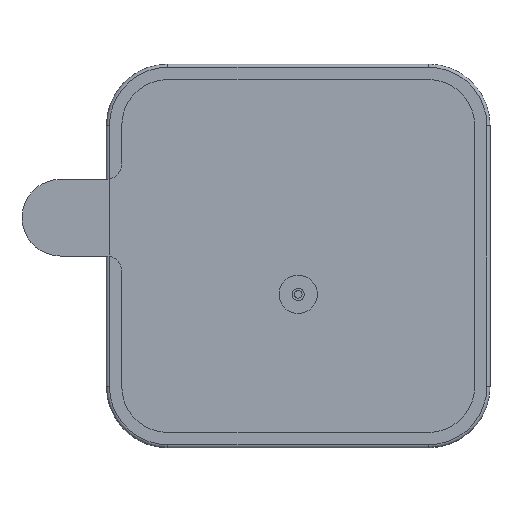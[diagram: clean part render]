
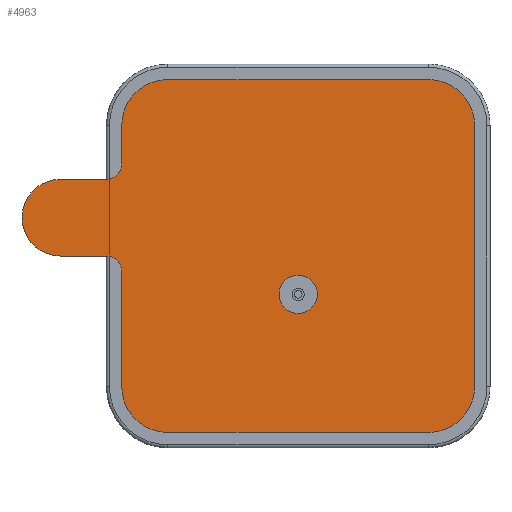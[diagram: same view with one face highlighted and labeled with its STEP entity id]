
A CAD part, front view. The second image highlights one B-rep face of the part: STEP entity #4963.
In plain terms, the highlighted planar face has unit normal (0, -1, 0).
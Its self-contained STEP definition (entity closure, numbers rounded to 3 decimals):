
#16 = CARTESIAN_POINT ( 'NONE',  ( -12.5, 0., 5. ) ) ;
#38 = AXIS2_PLACEMENT_3D ( 'NONE', #6771, #493, #5267 ) ;
#102 = AXIS2_PLACEMENT_3D ( 'NONE', #7601, #2924, #4283 ) ;
#115 = ORIENTED_EDGE ( 'NONE', *, *, #827, .T. ) ;
#196 = ORIENTED_EDGE ( 'NONE', *, *, #3550, .T. ) ;
#201 = EDGE_CURVE ( 'NONE', #3816, #4416, #2236, .T. ) ;
#236 = DIRECTION ( 'NONE',  ( 0., 0., -1. ) ) ;
#241 = DIRECTION ( 'NONE',  ( 0., 0., -1. ) ) ;
#256 = AXIS2_PLACEMENT_3D ( 'NONE', #5325, #7691, #4886 ) ;
#267 = DIRECTION ( 'NONE',  ( 0., 0., -1. ) ) ;
#284 = EDGE_CURVE ( 'NONE', #8487, #431, #8532, .T. ) ;
#350 = ORIENTED_EDGE ( 'NONE', *, *, #7225, .T. ) ;
#380 = CIRCLE ( 'NONE', #2887, 1.25 ) ;
#392 = CIRCLE ( 'NONE', #5668, 1. ) ;
#431 = VERTEX_POINT ( 'NONE', #3348 ) ;
#493 = DIRECTION ( 'NONE',  ( 0., -1., 0. ) ) ;
#505 = DIRECTION ( 'NONE',  ( 0., 1., 0. ) ) ;
#613 = VECTOR ( 'NONE', #241, 1000. ) ;
#629 = CARTESIAN_POINT ( 'NONE',  ( 11.5, 0., 8.5 ) ) ;
#759 = DIRECTION ( 'NONE',  ( -1., 0., 0. ) ) ;
#827 = EDGE_CURVE ( 'NONE', #3257, #1717, #3255, .T. ) ;
#853 = CARTESIAN_POINT ( 'NONE',  ( 0., 0., -2.5 ) ) ;
#924 = LINE ( 'NONE', #3726, #613 ) ;
#1059 = CARTESIAN_POINT ( 'NONE',  ( 8.5, 0., 8.5 ) ) ;
#1165 = VERTEX_POINT ( 'NONE', #6622 ) ;
#1362 = EDGE_CURVE ( 'NONE', #4320, #3257, #924, .T. ) ;
#1374 = DIRECTION ( 'NONE',  ( 0., 0., 1. ) ) ;
#1391 = VERTEX_POINT ( 'NONE', #5291 ) ;
#1408 = ORIENTED_EDGE ( 'NONE', *, *, #284, .T. ) ;
#1427 = CIRCLE ( 'NONE', #8914, 1. ) ;
#1463 = ORIENTED_EDGE ( 'NONE', *, *, #8492, .T. ) ;
#1717 = VERTEX_POINT ( 'NONE', #7268 ) ;
#1810 = ORIENTED_EDGE ( 'NONE', *, *, #6265, .T. ) ;
#1875 = EDGE_CURVE ( 'NONE', #8974, #8803, #3897, .T. ) ;
#2122 = DIRECTION ( 'NONE',  ( -1., 0., 0. ) ) ;
#2236 = CIRCLE ( 'NONE', #4277, 3. ) ;
#2281 = CARTESIAN_POINT ( 'NONE',  ( -8.5, 0., -8.5 ) ) ;
#2335 = EDGE_CURVE ( 'NONE', #431, #8974, #8430, .T. ) ;
#2440 = AXIS2_PLACEMENT_3D ( 'NONE', #8716, #5239, #8671 ) ;
#2448 = VECTOR ( 'NONE', #759, 1000. ) ;
#2533 = CARTESIAN_POINT ( 'NONE',  ( 8.5, 0., -11.5 ) ) ;
#2695 = CARTESIAN_POINT ( 'NONE',  ( -12.5, 0., 0. ) ) ;
#2746 = VECTOR ( 'NONE', #2122, 1000. ) ;
#2784 = CARTESIAN_POINT ( 'NONE',  ( -8.5, 0., -11.5 ) ) ;
#2806 = VERTEX_POINT ( 'NONE', #8943 ) ;
#2827 = FACE_OUTER_BOUND ( 'NONE', #5088, .T. ) ;
#2839 = LINE ( 'NONE', #8429, #8590 ) ;
#2887 = AXIS2_PLACEMENT_3D ( 'NONE', #853, #4381, #4335 ) ;
#2907 = DIRECTION ( 'NONE',  ( 0., -1., 0. ) ) ;
#2924 = DIRECTION ( 'NONE',  ( 0., -1., 0. ) ) ;
#3255 = CIRCLE ( 'NONE', #8808, 3. ) ;
#3257 = VERTEX_POINT ( 'NONE', #3518 ) ;
#3348 = CARTESIAN_POINT ( 'NONE',  ( 11.5, 0., -8.5 ) ) ;
#3377 = VERTEX_POINT ( 'NONE', #5986 ) ;
#3398 = ORIENTED_EDGE ( 'NONE', *, *, #201, .T. ) ;
#3461 = LINE ( 'NONE', #9051, #2746 ) ;
#3516 = FACE_BOUND ( 'NONE', #6504, .T. ) ;
#3518 = CARTESIAN_POINT ( 'NONE',  ( -11.5, 0., -8.5 ) ) ;
#3550 = EDGE_CURVE ( 'NONE', #8754, #1165, #8028, .T. ) ;
#3726 = CARTESIAN_POINT ( 'NONE',  ( -11.5, 0., -1. ) ) ;
#3754 = VECTOR ( 'NONE', #5588, 1000. ) ;
#3816 = VERTEX_POINT ( 'NONE', #8964 ) ;
#3897 = CIRCLE ( 'NONE', #8296, 3. ) ;
#3970 = ORIENTED_EDGE ( 'NONE', *, *, #1362, .T. ) ;
#4228 = CARTESIAN_POINT ( 'NONE',  ( -11.5, 0., -1. ) ) ;
#4277 = AXIS2_PLACEMENT_3D ( 'NONE', #7715, #2907, #267 ) ;
#4283 = DIRECTION ( 'NONE',  ( 0., 0., -1. ) ) ;
#4290 = CARTESIAN_POINT ( 'NONE',  ( -8.5, 0., 11.5 ) ) ;
#4320 = VERTEX_POINT ( 'NONE', #4228 ) ;
#4335 = DIRECTION ( 'NONE',  ( 0., 0., -1. ) ) ;
#4340 = VERTEX_POINT ( 'NONE', #16 ) ;
#4381 = DIRECTION ( 'NONE',  ( 0., -1., 0. ) ) ;
#4416 = VERTEX_POINT ( 'NONE', #8261 ) ;
#4726 = DIRECTION ( 'NONE',  ( 0., 0., -1. ) ) ;
#4849 = VERTEX_POINT ( 'NONE', #2695 ) ;
#4886 = DIRECTION ( 'NONE',  ( 0., 0., -1. ) ) ;
#4905 = CARTESIAN_POINT ( 'NONE',  ( -11.5, 0., 8.5 ) ) ;
#4963 = ADVANCED_FACE ( 'NONE', ( #3516, #2827 ), #8417, .T. ) ;
#4969 = DIRECTION ( 'NONE',  ( 0., 1., 0. ) ) ;
#5020 = EDGE_CURVE ( 'NONE', #1717, #8487, #7736, .T. ) ;
#5088 = EDGE_LOOP ( 'NONE', ( #196, #350, #1463, #3970, #115, #7030, #1408, #7259, #5932, #8181, #3398, #1810, #8409, #8134 ) ) ;
#5187 = EDGE_CURVE ( 'NONE', #1391, #4340, #392, .T. ) ;
#5236 = EDGE_CURVE ( 'NONE', #4340, #8754, #3461, .T. ) ;
#5239 = DIRECTION ( 'NONE',  ( 0., -1., 0. ) ) ;
#5267 = DIRECTION ( 'NONE',  ( 0., 0., -1. ) ) ;
#5291 = CARTESIAN_POINT ( 'NONE',  ( -11.5, 0., 6. ) ) ;
#5325 = CARTESIAN_POINT ( 'NONE',  ( -15.5, 0., 2.5 ) ) ;
#5588 = DIRECTION ( 'NONE',  ( 0., 0., 1. ) ) ;
#5668 = AXIS2_PLACEMENT_3D ( 'NONE', #6203, #4969, #1374 ) ;
#5771 = DIRECTION ( 'NONE',  ( 0., -1., 0. ) ) ;
#5932 = ORIENTED_EDGE ( 'NONE', *, *, #1875, .T. ) ;
#5963 = CARTESIAN_POINT ( 'NONE',  ( -12.5, 0., -1. ) ) ;
#5977 = EDGE_CURVE ( 'NONE', #3377, #2806, #7269, .T. ) ;
#5986 = CARTESIAN_POINT ( 'NONE',  ( 0., 0., -1.25 ) ) ;
#6203 = CARTESIAN_POINT ( 'NONE',  ( -12.5, 0., 6. ) ) ;
#6265 = EDGE_CURVE ( 'NONE', #4416, #1391, #7097, .T. ) ;
#6344 = DIRECTION ( 'NONE',  ( 1., 0., 0. ) ) ;
#6504 = EDGE_LOOP ( 'NONE', ( #8784, #8936 ) ) ;
#6604 = DIRECTION ( 'NONE',  ( 0., -1., 0. ) ) ;
#6622 = CARTESIAN_POINT ( 'NONE',  ( -15.5, 0., 0. ) ) ;
#6771 = CARTESIAN_POINT ( 'NONE',  ( 8.5, 0., -8.5 ) ) ;
#7001 = CARTESIAN_POINT ( 'NONE',  ( 11.5, 0., 8.5 ) ) ;
#7030 = ORIENTED_EDGE ( 'NONE', *, *, #5020, .T. ) ;
#7046 = DIRECTION ( 'NONE',  ( 1., 0., 0. ) ) ;
#7097 = LINE ( 'NONE', #4905, #8148 ) ;
#7225 = EDGE_CURVE ( 'NONE', #1165, #4849, #2839, .T. ) ;
#7238 = CARTESIAN_POINT ( 'NONE',  ( -15.5, 0., 5. ) ) ;
#7259 = ORIENTED_EDGE ( 'NONE', *, *, #2335, .T. ) ;
#7268 = CARTESIAN_POINT ( 'NONE',  ( -8.5, 0., -11.5 ) ) ;
#7269 = CIRCLE ( 'NONE', #2440, 1.25 ) ;
#7601 = CARTESIAN_POINT ( 'NONE',  ( -15.5, 0., 2.5 ) ) ;
#7631 = EDGE_CURVE ( 'NONE', #8803, #3816, #9017, .T. ) ;
#7661 = EDGE_CURVE ( 'NONE', #2806, #3377, #380, .T. ) ;
#7691 = DIRECTION ( 'NONE',  ( 0., -1., 0. ) ) ;
#7706 = DIRECTION ( 'NONE',  ( 0., 0., -1. ) ) ;
#7715 = CARTESIAN_POINT ( 'NONE',  ( -8.5, 0., 8.5 ) ) ;
#7736 = LINE ( 'NONE', #2784, #8017 ) ;
#7935 = CARTESIAN_POINT ( 'NONE',  ( 8.5, 0., 11.5 ) ) ;
#8017 = VECTOR ( 'NONE', #6344, 1000. ) ;
#8028 = CIRCLE ( 'NONE', #256, 2.5 ) ;
#8134 = ORIENTED_EDGE ( 'NONE', *, *, #5236, .T. ) ;
#8148 = VECTOR ( 'NONE', #7706, 1000. ) ;
#8181 = ORIENTED_EDGE ( 'NONE', *, *, #7631, .T. ) ;
#8261 = CARTESIAN_POINT ( 'NONE',  ( -11.5, 0., 8.5 ) ) ;
#8296 = AXIS2_PLACEMENT_3D ( 'NONE', #1059, #6604, #236 ) ;
#8409 = ORIENTED_EDGE ( 'NONE', *, *, #5187, .T. ) ;
#8417 = PLANE ( 'NONE',  #102 ) ;
#8429 = CARTESIAN_POINT ( 'NONE',  ( -12.5, 0., 0. ) ) ;
#8430 = LINE ( 'NONE', #629, #3754 ) ;
#8487 = VERTEX_POINT ( 'NONE', #2533 ) ;
#8492 = EDGE_CURVE ( 'NONE', #4849, #4320, #1427, .T. ) ;
#8532 = CIRCLE ( 'NONE', #38, 3. ) ;
#8565 = DIRECTION ( 'NONE',  ( 0., 0., -1. ) ) ;
#8590 = VECTOR ( 'NONE', #7046, 1000. ) ;
#8671 = DIRECTION ( 'NONE',  ( 0., 0., -1. ) ) ;
#8716 = CARTESIAN_POINT ( 'NONE',  ( 0., 0., -2.5 ) ) ;
#8754 = VERTEX_POINT ( 'NONE', #7238 ) ;
#8784 = ORIENTED_EDGE ( 'NONE', *, *, #5977, .F. ) ;
#8803 = VERTEX_POINT ( 'NONE', #7935 ) ;
#8808 = AXIS2_PLACEMENT_3D ( 'NONE', #2281, #5771, #8565 ) ;
#8914 = AXIS2_PLACEMENT_3D ( 'NONE', #5963, #505, #4726 ) ;
#8936 = ORIENTED_EDGE ( 'NONE', *, *, #7661, .F. ) ;
#8943 = CARTESIAN_POINT ( 'NONE',  ( 0., 0., -3.75 ) ) ;
#8964 = CARTESIAN_POINT ( 'NONE',  ( -8.5, 0., 11.5 ) ) ;
#8974 = VERTEX_POINT ( 'NONE', #7001 ) ;
#9017 = LINE ( 'NONE', #4290, #2448 ) ;
#9051 = CARTESIAN_POINT ( 'NONE',  ( -15.5, 0., 5. ) ) ;
